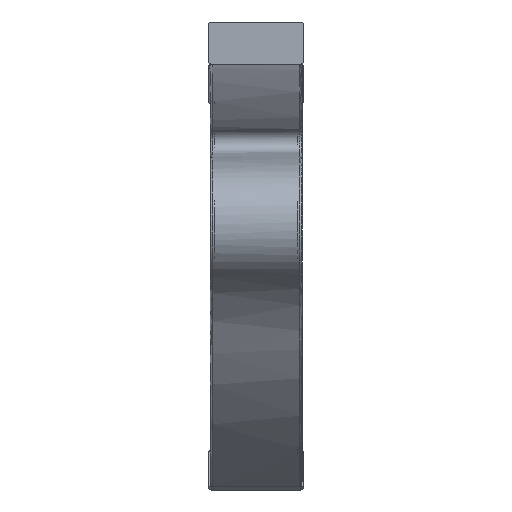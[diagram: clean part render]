
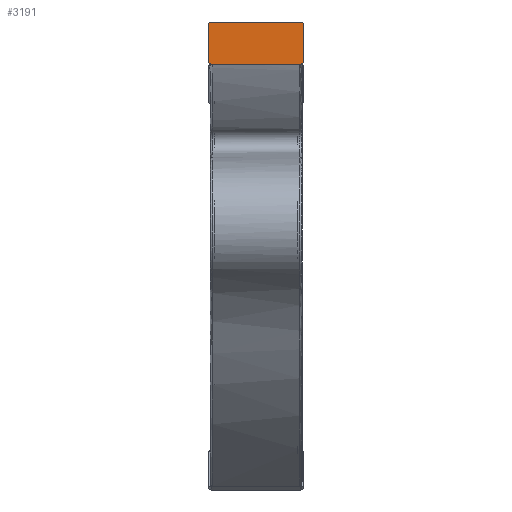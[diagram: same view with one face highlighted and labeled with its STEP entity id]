
A CAD part, top view. The second image highlights one B-rep face of the part: STEP entity #3191.
In plain terms, the highlighted planar face has unit normal (0, 0, 1).
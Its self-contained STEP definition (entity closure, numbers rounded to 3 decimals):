
#228=PLANE('',#3470);
#293=FACE_OUTER_BOUND('',#528,.T.);
#528=EDGE_LOOP('',(#2218,#2219,#2220,#2221,#2222,#2223,#2224,#2225));
#779=LINE('',#4986,#956);
#784=LINE('',#5000,#961);
#787=LINE('',#5007,#964);
#788=LINE('',#5009,#965);
#956=VECTOR('',#3943,10.);
#961=VECTOR('',#3958,10.);
#964=VECTOR('',#3967,10.);
#965=VECTOR('',#3970,10.);
#1120=CIRCLE('',#3455,4.);
#1124=CIRCLE('',#3462,4.);
#1125=CIRCLE('',#3464,4.);
#1126=CIRCLE('',#3467,4.);
#1378=VERTEX_POINT('',#4965);
#1379=VERTEX_POINT('',#4967);
#1386=VERTEX_POINT('',#4985);
#1387=VERTEX_POINT('',#4989);
#1388=VERTEX_POINT('',#4993);
#1389=VERTEX_POINT('',#4994);
#1390=VERTEX_POINT('',#4999);
#1391=VERTEX_POINT('',#5003);
#1666=EDGE_CURVE('',#1378,#1379,#1120,.T.);
#1675=EDGE_CURVE('',#1386,#1379,#779,.T.);
#1677=EDGE_CURVE('',#1386,#1387,#1124,.T.);
#1679=EDGE_CURVE('',#1388,#1389,#1125,.T.);
#1682=EDGE_CURVE('',#1390,#1389,#784,.T.);
#1684=EDGE_CURVE('',#1390,#1391,#1126,.T.);
#1686=EDGE_CURVE('',#1388,#1387,#787,.T.);
#1687=EDGE_CURVE('',#1378,#1391,#788,.T.);
#2218=ORIENTED_EDGE('',*,*,#1666,.F.);
#2219=ORIENTED_EDGE('',*,*,#1687,.T.);
#2220=ORIENTED_EDGE('',*,*,#1684,.F.);
#2221=ORIENTED_EDGE('',*,*,#1682,.T.);
#2222=ORIENTED_EDGE('',*,*,#1679,.F.);
#2223=ORIENTED_EDGE('',*,*,#1686,.T.);
#2224=ORIENTED_EDGE('',*,*,#1677,.F.);
#2225=ORIENTED_EDGE('',*,*,#1675,.T.);
#3191=ADVANCED_FACE('',(#293),#228,.T.);
#3455=AXIS2_PLACEMENT_3D('',#4968,#3926,#3927);
#3462=AXIS2_PLACEMENT_3D('',#4990,#3947,#3948);
#3464=AXIS2_PLACEMENT_3D('',#4995,#3952,#3953);
#3467=AXIS2_PLACEMENT_3D('',#5004,#3962,#3963);
#3470=AXIS2_PLACEMENT_3D('',#5010,#3971,#3972);
#3926=DIRECTION('center_axis',(0.,0.,
-1.));
#3927=DIRECTION('ref_axis',(0.707,0.707,0.));
#3943=DIRECTION('',(0.,1.,0.));
#3947=DIRECTION('center_axis',(0.,0.,
-1.));
#3948=DIRECTION('ref_axis',(0.707,-0.707,0.));
#3952=DIRECTION('center_axis',(0.,0.,
-1.));
#3953=DIRECTION('ref_axis',(-0.707,-0.707,0.));
#3958=DIRECTION('',(0.,-1.,0.));
#3962=DIRECTION('center_axis',(0.,0.,
-1.));
#3963=DIRECTION('ref_axis',(-0.707,0.707,0.));
#3967=DIRECTION('',(1.,0.,0.));
#3970=DIRECTION('',(-1.,0.,0.));
#3971=DIRECTION('center_axis',(0.,0.,
1.));
#3972=DIRECTION('ref_axis',(-1.,0.,0.));
#4965=CARTESIAN_POINT('',(148.5,478.245,407.693));
#4967=CARTESIAN_POINT('',(152.5,474.245,407.693));
#4968=CARTESIAN_POINT('Origin',(148.5,474.245,407.693));
#4985=CARTESIAN_POINT('',(152.5,413.245,407.693));
#4986=CARTESIAN_POINT('',(152.5,409.245,407.693));
#4989=CARTESIAN_POINT('',(148.5,409.245,407.693));
#4990=CARTESIAN_POINT('Origin',(148.5,413.245,407.693));
#4993=CARTESIAN_POINT('',(1.5,409.245,407.693));
#4994=CARTESIAN_POINT('',(-2.5,413.245,407.693));
#4995=CARTESIAN_POINT('Origin',(1.5,413.245,407.693));
#4999=CARTESIAN_POINT('',(-2.5,474.245,407.693));
#5000=CARTESIAN_POINT('',(-2.5,478.245,407.693));
#5003=CARTESIAN_POINT('',(1.5,478.245,407.693));
#5004=CARTESIAN_POINT('Origin',(1.5,474.245,407.693));
#5007=CARTESIAN_POINT('',(-2.5,409.245,407.693));
#5009=CARTESIAN_POINT('',(152.5,478.245,407.693));
#5010=CARTESIAN_POINT('Origin',(75.,443.745,407.693));
